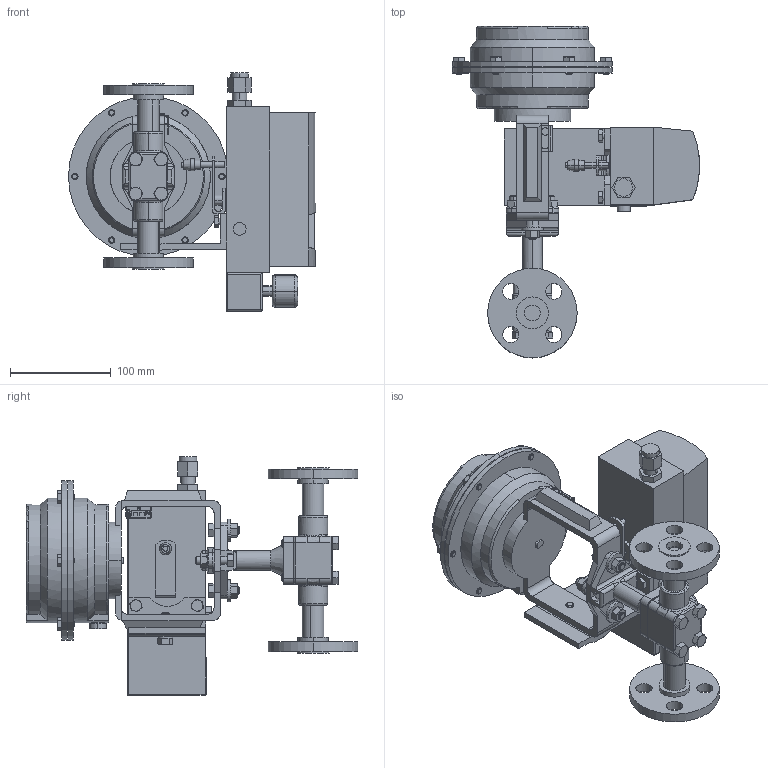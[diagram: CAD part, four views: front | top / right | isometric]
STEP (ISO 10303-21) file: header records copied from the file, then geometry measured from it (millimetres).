
FILE_DESCRIPTION (( 'STEP AP203' ), '1' );
FILE_NAME ('708SP-050-CS+S6-F5-14M-16IQ.STEP', '2017-09-14T12:48:45', ( '' ), ( '' ), 'SwSTEP 2.0', 'SolidWorks 2014', '' );
FILE_SCHEMA (( 'CONFIG_CONTROL_DESIGN' ));
Length unit declared in the file: inch
Products named in the file (1): 708SP-050-CS+S6-F5-14M-16IQ
Bounding box: 245.46 x 329.56 x 236.54 mm (x, y, z)
Volume: 2687368.9 mm3; surface area: 292512 mm2
Topology: 6 solids, 6 shells, 1060 faces, 2578 edges, 1607 vertices
Faces by surface type: plane 465, cylinder 269, cone 195, bspline 85, torus 44, sphere 2
Entity records: 37957 total; most frequent: CARTESIAN_POINT 13696, ORIENTED_EDGE 5140, DIRECTION 4815, EDGE_CURVE 2570, AXIS2_PLACEMENT_3D 1787, VERTEX_POINT 1607, VECTOR 1241, LINE 1241
